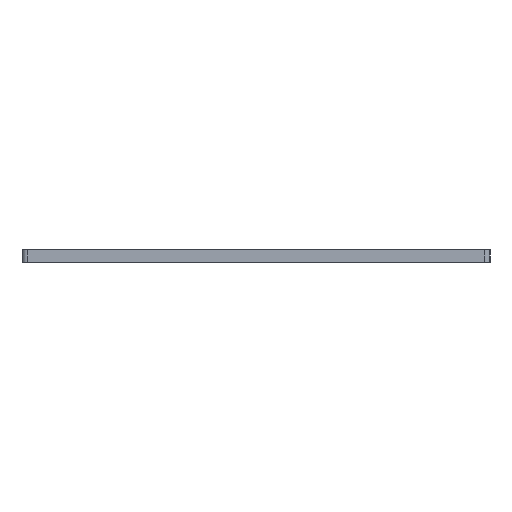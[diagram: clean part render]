
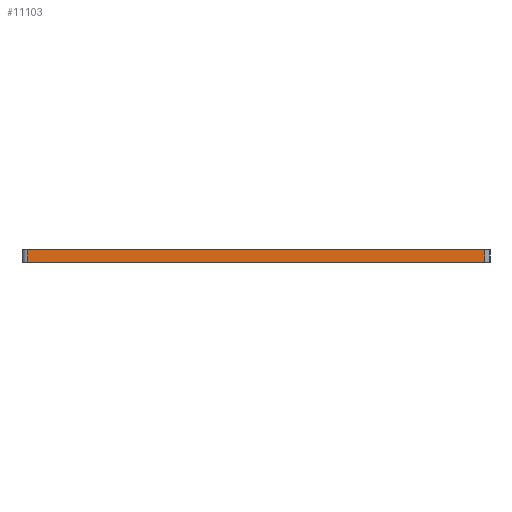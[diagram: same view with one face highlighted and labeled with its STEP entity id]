
A CAD part, left-side view. The second image highlights one B-rep face of the part: STEP entity #11103.
In plain terms, the highlighted planar face has unit normal (-1, 0, 0).
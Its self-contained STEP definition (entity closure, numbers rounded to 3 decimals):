
#2242=CARTESIAN_POINT('',(230.,-113.05,11.));
#2243=VERTEX_POINT('',#2242);
#2251=CARTESIAN_POINT('',(230.,-1.25,11.));
#2252=VERTEX_POINT('',#2251);
#2253=CARTESIAN_POINT('',(230.,-113.05,11.));
#2254=DIRECTION('',(0.,1.,0.));
#2255=VECTOR('',#2254,111.8);
#2256=LINE('',#2253,#2255);
#2257=EDGE_CURVE('',#2243,#2252,#2256,.T.);
#11073=CARTESIAN_POINT('',(230.,-57.15,14.));
#11074=DIRECTION('',(-1.,0.,0.));
#11075=DIRECTION('',(0.,0.,1.));
#11076=AXIS2_PLACEMENT_3D('',#11073,#11074,#11075);
#11077=PLANE('',#11076);
#11078=CARTESIAN_POINT('',(230.,-113.05,14.));
#11079=VERTEX_POINT('',#11078);
#11080=CARTESIAN_POINT('',(230.,-1.25,14.));
#11081=VERTEX_POINT('',#11080);
#11082=CARTESIAN_POINT('',(230.,-113.05,14.));
#11083=DIRECTION('',(0.,1.,0.));
#11084=VECTOR('',#11083,111.8);
#11085=LINE('',#11082,#11084);
#11086=EDGE_CURVE('',#11079,#11081,#11085,.T.);
#11087=ORIENTED_EDGE('',*,*,#11086,.T.);
#11088=CARTESIAN_POINT('',(230.,-1.25,14.));
#11089=DIRECTION('',(0.,0.,-1.));
#11090=VECTOR('',#11089,3.);
#11091=LINE('',#11088,#11090);
#11092=EDGE_CURVE('',#11081,#2252,#11091,.T.);
#11093=ORIENTED_EDGE('',*,*,#11092,.T.);
#11094=ORIENTED_EDGE('',*,*,#2257,.F.);
#11095=CARTESIAN_POINT('',(230.,-113.05,11.));
#11096=DIRECTION('',(-0.,-0.,1.));
#11097=VECTOR('',#11096,3.);
#11098=LINE('',#11095,#11097);
#11099=EDGE_CURVE('',#2243,#11079,#11098,.T.);
#11100=ORIENTED_EDGE('',*,*,#11099,.T.);
#11101=EDGE_LOOP('',(#11087,#11093,#11094,#11100));
#11102=FACE_BOUND('',#11101,.T.);
#11103=ADVANCED_FACE('',(#11102),#11077,.T.);
